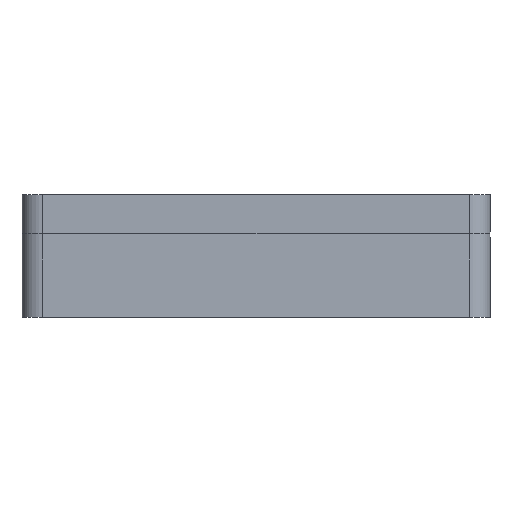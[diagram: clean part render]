
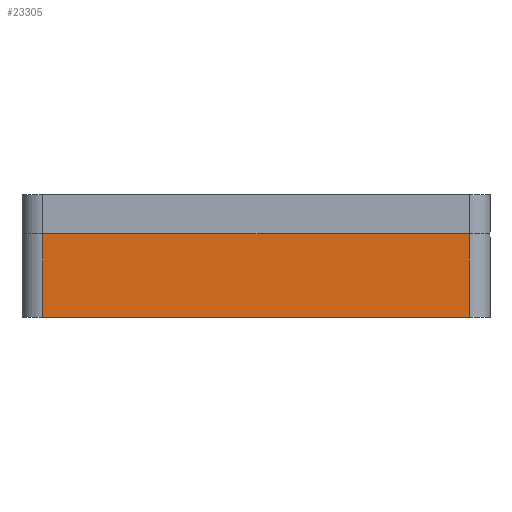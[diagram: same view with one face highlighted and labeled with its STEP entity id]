
A CAD part, left-side view. The second image highlights one B-rep face of the part: STEP entity #23305.
In plain terms, the highlighted planar face has unit normal (-1, 0, 0).
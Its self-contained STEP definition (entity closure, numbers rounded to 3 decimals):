
#1281=PLANE('',#24544);
#2434=FACE_OUTER_BOUND('',#3621,.T.);
#3621=EDGE_LOOP('',(#22109,#22110,#22111,#22112));
#6715=LINE('',#37053,#9840);
#6739=LINE('',#37152,#9864);
#6740=LINE('',#37156,#9865);
#6743=LINE('',#37160,#9868);
#9840=VECTOR('',#29979,10.);
#9864=VECTOR('',#30097,10.);
#9865=VECTOR('',#30102,10.);
#9868=VECTOR('',#30107,10.);
#12125=VERTEX_POINT('',#37050);
#12126=VERTEX_POINT('',#37052);
#12154=VERTEX_POINT('',#37150);
#12155=VERTEX_POINT('',#37154);
#15420=EDGE_CURVE('',#12125,#12126,#6715,.T.);
#15466=EDGE_CURVE('',#12154,#12125,#6739,.T.);
#15468=EDGE_CURVE('',#12126,#12155,#6740,.T.);
#15471=EDGE_CURVE('',#12154,#12155,#6743,.T.);
#22109=ORIENTED_EDGE('',*,*,#15466,.F.);
#22110=ORIENTED_EDGE('',*,*,#15471,.T.);
#22111=ORIENTED_EDGE('',*,*,#15468,.F.);
#22112=ORIENTED_EDGE('',*,*,#15420,.F.);
#23305=ADVANCED_FACE('',(#2434),#1281,.T.);
#24544=AXIS2_PLACEMENT_3D('',#37168,#30119,#30120);
#29979=DIRECTION('',(0.,1.,0.));
#30097=DIRECTION('',(0.,0.,-1.));
#30102=DIRECTION('',(0.,0.,1.));
#30107=DIRECTION('',(0.,1.,0.));
#30119=DIRECTION('center_axis',(-1.,0.,0.));
#30120=DIRECTION('ref_axis',(0.,1.,0.));
#37050=CARTESIAN_POINT('',(-30.1,0.2,-2.5));
#37052=CARTESIAN_POINT('',(-30.1,41.5,-2.5));
#37053=CARTESIAN_POINT('',(-30.1,-1.8,-2.5));
#37150=CARTESIAN_POINT('',(-30.1,0.2,5.6));
#37152=CARTESIAN_POINT('',(-30.1,0.2,-0.5));
#37154=CARTESIAN_POINT('',(-30.1,41.5,5.6));
#37156=CARTESIAN_POINT('',(-30.1,41.5,-0.5));
#37160=CARTESIAN_POINT('',(-30.1,9.525,5.6));
#37168=CARTESIAN_POINT('Origin',(-30.1,-1.8,-0.5));
